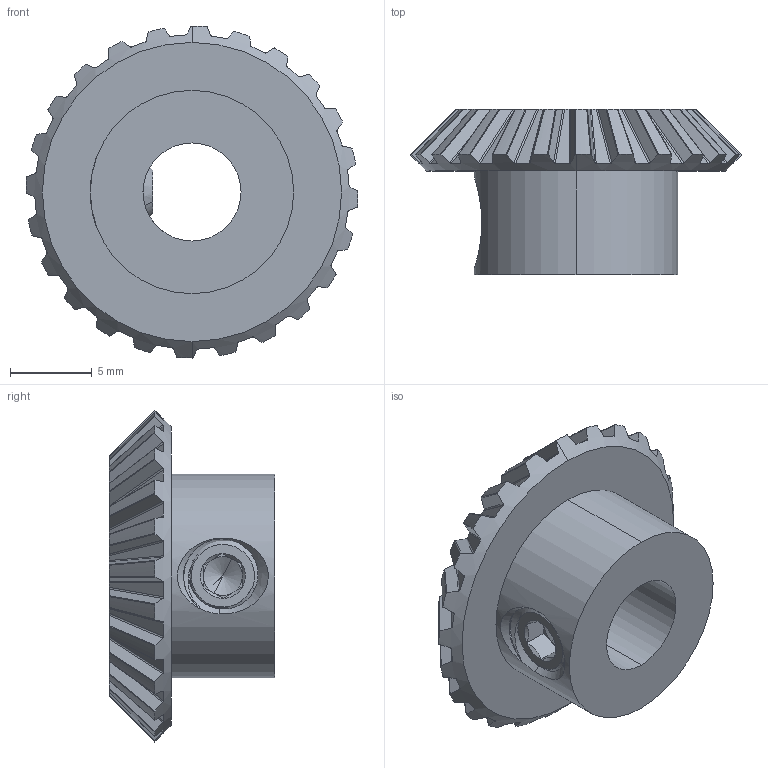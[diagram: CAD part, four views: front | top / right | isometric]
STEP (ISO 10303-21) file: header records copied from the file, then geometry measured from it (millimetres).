
FILE_DESCRIPTION (( 'STEP AP203' ), '1' );
FILE_NAME ('615406 assembly.STEP', '2017-10-27T18:23:15', ( '' ), ( '' ), 'SwSTEP 2.0', 'SolidWorks 2016', '' );
FILE_SCHEMA (( 'CONFIG_CONTROL_DESIGN' ));
Length unit declared in the file: inch
Products named in the file (3): 615406 assembly; 632134_91375A436; 615406
Assembly tree (2 placements, depth 2):
  615406 assembly
    615406
    632134_91375A436
Bounding box: 20.32 x 10.13 x 20.32 mm (x, y, z)
Volume: 1353.8 mm3; surface area: 1321.9 mm2
Topology: 2 solids, 2 shells, 270 faces, 774 edges, 506 vertices
Faces by surface type: bspline 106, cone 69, plane 64, cylinder 31
Entity records: 19553 total; most frequent: CARTESIAN_POINT 13561, ORIENTED_EDGE 1540, EDGE_CURVE 770, DIRECTION 731, VERTEX_POINT 506, B_SPLINE_CURVE_WITH_KNOTS 417, AXIS2_PLACEMENT_3D 277, EDGE_LOOP 276
